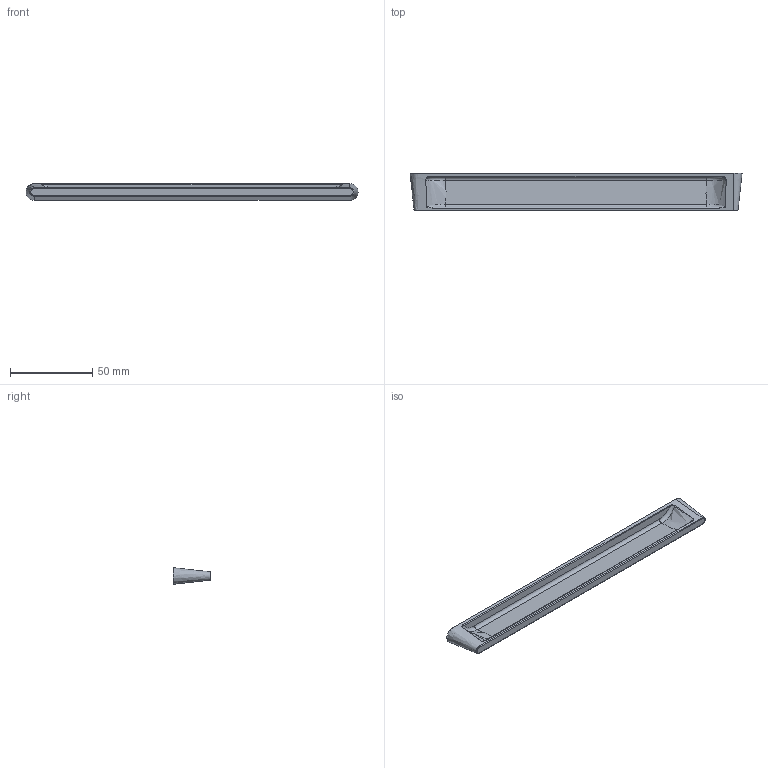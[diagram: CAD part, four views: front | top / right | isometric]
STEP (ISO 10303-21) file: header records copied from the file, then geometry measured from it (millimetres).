
FILE_DESCRIPTION(('Creo Elements/Direct Modeling STEP Export'),'2;1');
FILE_NAME('2470-202.stp','2019-06-06T 9:11:40',(''),(''),'Creo Elements/Direct Modeling STEP processor for AP214 (Solid Model)','Creo Elements/Direct Modeling 20.0 12-Nov-2016 (C) Parametric Technology GmbH','');
FILE_SCHEMA(('AUTOMOTIVE_DESIGN { 1 0 10303 214 1 1 1 1 }'));
Length unit declared in the file: millimetre
Products named in the file (2): 2470-202
Assembly tree (1 placements, depth 2):
  2470-202
    2470-202
Bounding box: 201.98 x 23 x 10 mm (x, y, z)
Volume: 19586.7 mm3; surface area: 14124.7 mm2
Topology: 1 solids, 1 shells, 541 faces, 1537 edges, 1016 vertices
Faces by surface type: plane 503, bspline 16, cylinder 14, cone 8
Entity records: 19910 total; most frequent: CARTESIAN_POINT 5978, ORIENTED_EDGE 3066, DIRECTION 2538, EDGE_CURVE 1533, VECTOR 1466, LINE 1466, VERTEX_POINT 1016, EDGE_LOOP 563
